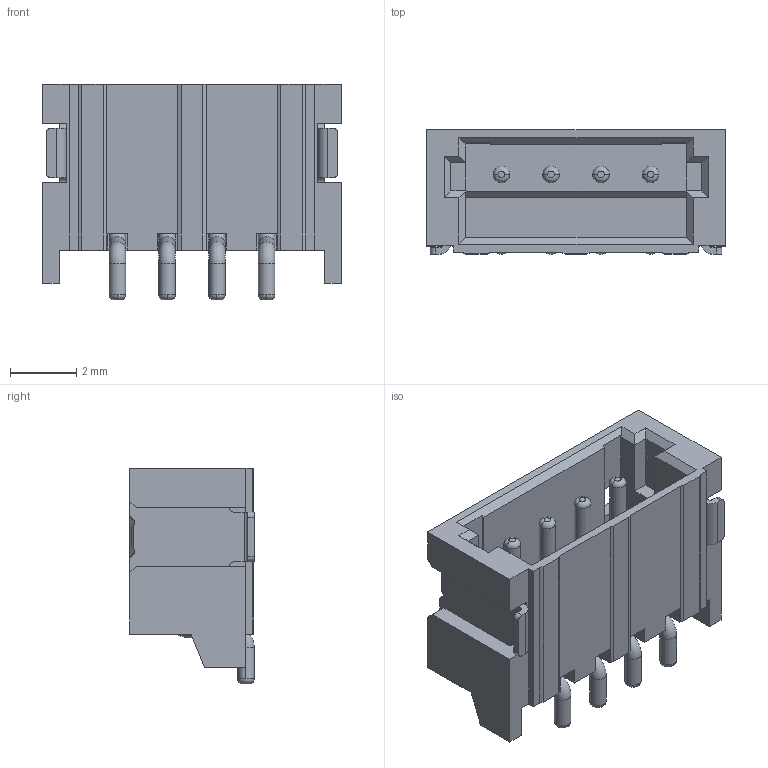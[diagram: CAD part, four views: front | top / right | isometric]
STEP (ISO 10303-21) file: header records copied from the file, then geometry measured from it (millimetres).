
FILE_DESCRIPTION(('CoCreate Modeling STEP Export'),'2;1');
FILE_NAME('ZH1.5WTB-4PRA.stp','2022-03-13T23:47:49',(''),(''),'CoCreate Modeling STEP processor for AP214 (Solid Model)','CoCreate Modeling 16.00 13-May-2008 (C) Parametric Technology GmbH','');
FILE_SCHEMA(('AUTOMOTIVE_DESIGN { 1 0 10303 214 1 1 1 1 }'));
Length unit declared in the file: millimetre
Products named in the file (2): 4PinRA
Assembly tree (1 placements, depth 2):
  4PinRA
    4PinRA
Bounding box: 9 x 3.75 x 6.5 mm (x, y, z)
Volume: 97.3 mm3; surface area: 361.4 mm2
Topology: 1 solids, 1 shells, 257 faces, 725 edges, 466 vertices
Faces by surface type: plane 165, cylinder 60, torus 32
Entity records: 8362 total; most frequent: CARTESIAN_POINT 1920, ORIENTED_EDGE 1450, DIRECTION 1199, EDGE_CURVE 725, VECTOR 517, LINE 517, VERTEX_POINT 466, AXIS2_PLACEMENT_3D 341
